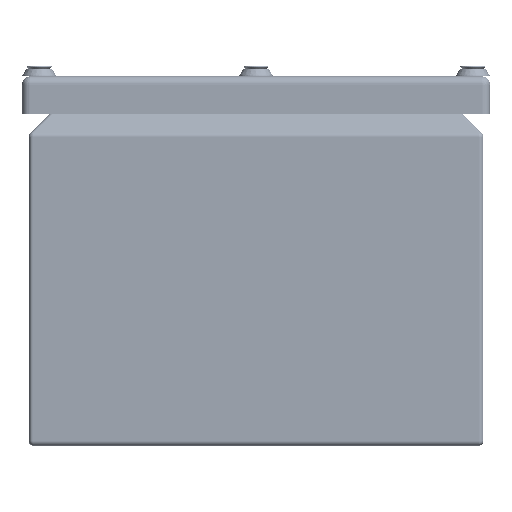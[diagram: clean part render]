
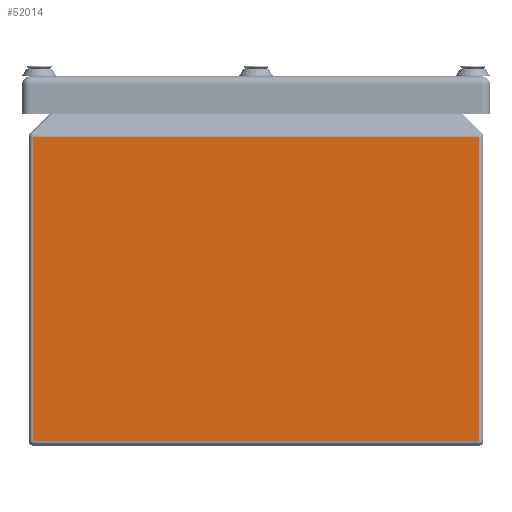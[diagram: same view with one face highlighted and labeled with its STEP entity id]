
A CAD part, left-side view. The second image highlights one B-rep face of the part: STEP entity #52014.
In plain terms, the highlighted planar face has unit normal (-1, 0, 0).
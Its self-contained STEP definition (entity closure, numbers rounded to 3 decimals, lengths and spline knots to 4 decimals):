
#3506=LINE('',#76144,#8022);
#3518=LINE('',#76203,#8034);
#3520=LINE('',#76214,#8036);
#3521=LINE('',#76216,#8037);
#8022=VECTOR('',#61210,0.3937);
#8034=VECTOR('',#61282,0.3937);
#8036=VECTOR('',#61300,0.3937);
#8037=VECTOR('',#61303,0.3937);
#13318=FACE_OUTER_BOUND('',#16498,.T.);
#16498=EDGE_LOOP('',(#35393,#35394,#35395,#35396));
#21866=VERTEX_POINT('',#76137);
#21869=VERTEX_POINT('',#76142);
#21885=VERTEX_POINT('',#76200);
#21886=VERTEX_POINT('',#76202);
#27009=EDGE_CURVE('',#21869,#21866,#3506,.T.);
#27038=EDGE_CURVE('',#21885,#21886,#3518,.T.);
#27045=EDGE_CURVE('',#21886,#21869,#3520,.T.);
#27046=EDGE_CURVE('',#21866,#21885,#3521,.T.);
#35393=ORIENTED_EDGE('',*,*,#27009,.F.);
#35394=ORIENTED_EDGE('',*,*,#27045,.F.);
#35395=ORIENTED_EDGE('',*,*,#27038,.F.);
#35396=ORIENTED_EDGE('',*,*,#27046,.F.);
#50660=PLANE('',#55825);
#52014=ADVANCED_FACE('',(#13318),#50660,.F.);
#55825=AXIS2_PLACEMENT_3D('',#76215,#61301,#61302);
#61210=DIRECTION('',(0.,0.,-1.));
#61282=DIRECTION('',(0.,0.,1.));
#61300=DIRECTION('',(0.,-1.,0.));
#61301=DIRECTION('center_axis',(1.,0.,0.));
#61302=DIRECTION('ref_axis',(0.,0.,-1.));
#61303=DIRECTION('',(0.,1.,0.));
#76137=CARTESIAN_POINT('',(-24.,-3.916,0.084));
#76142=CARTESIAN_POINT('',(-24.,-3.916,5.4372));
#76144=CARTESIAN_POINT('',(-24.,-3.916,3.1072));
#76200=CARTESIAN_POINT('',(-24.,3.916,0.084));
#76202=CARTESIAN_POINT('',(-24.,3.916,5.4372));
#76203=CARTESIAN_POINT('',(-24.,3.916,3.1072));
#76214=CARTESIAN_POINT('',(-24.,2.8375,5.4372));
#76215=CARTESIAN_POINT('Origin',(-24.,2.8375,3.4783));
#76216=CARTESIAN_POINT('',(-24.,1.4188,0.084));
